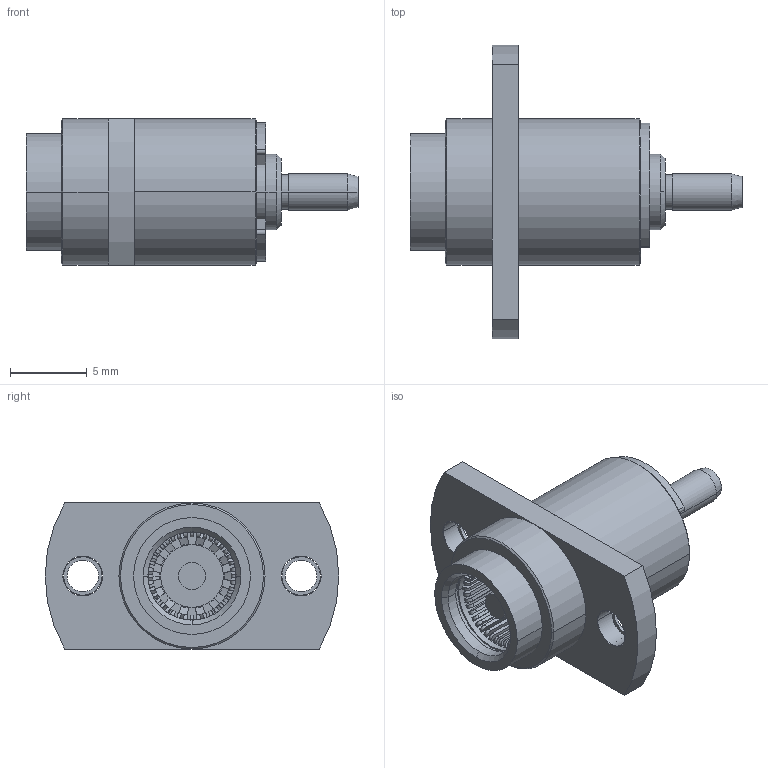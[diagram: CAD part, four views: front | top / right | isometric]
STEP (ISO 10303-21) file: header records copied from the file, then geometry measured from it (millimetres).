
FILE_DESCRIPTION (( 'STEP AP214' ), '1' );
FILE_NAME ('FMCN5154_3D.step', '2024-10-15T22:10:40', ( '' ), ( '' ), 'SwSTEP 2.0', 'SolidWorks 2022', '' );
FILE_SCHEMA (( 'AUTOMOTIVE_DESIGN' ));
Length unit declared in the file: inch
Products named in the file (5): FMCN5154_3D; BMA8162A-0316W-M25^FMCN5154; BMA83Q-0141-11^FMCN5154; BMA8100-2^FMCN5154; BMA8100-3^FMCN5154
Assembly tree (4 placements, depth 2):
  FMCN5154_3D
    BMA8162A-0316W-M25^FMCN5154
    BMA8100-3^FMCN5154
    BMA8100-2^FMCN5154
    BMA83Q-0141-11^FMCN5154
Bounding box: 21.6 x 19.1 x 9.5 mm (x, y, z)
Volume: 36.3 mm3; surface area: 1429 mm2
Topology: 3 solids, 7 shells, 495 faces, 1272 edges, 836 vertices
Faces by surface type: plane 221, cylinder 106, cone 88, torus 80
Entity records: 15734 total; most frequent: DIRECTION 2906, CARTESIAN_POINT 2827, ORIENTED_EDGE 2536, EDGE_CURVE 1272, AXIS2_PLACEMENT_3D 1147, VERTEX_POINT 836, CIRCLE 644, LINE 612
